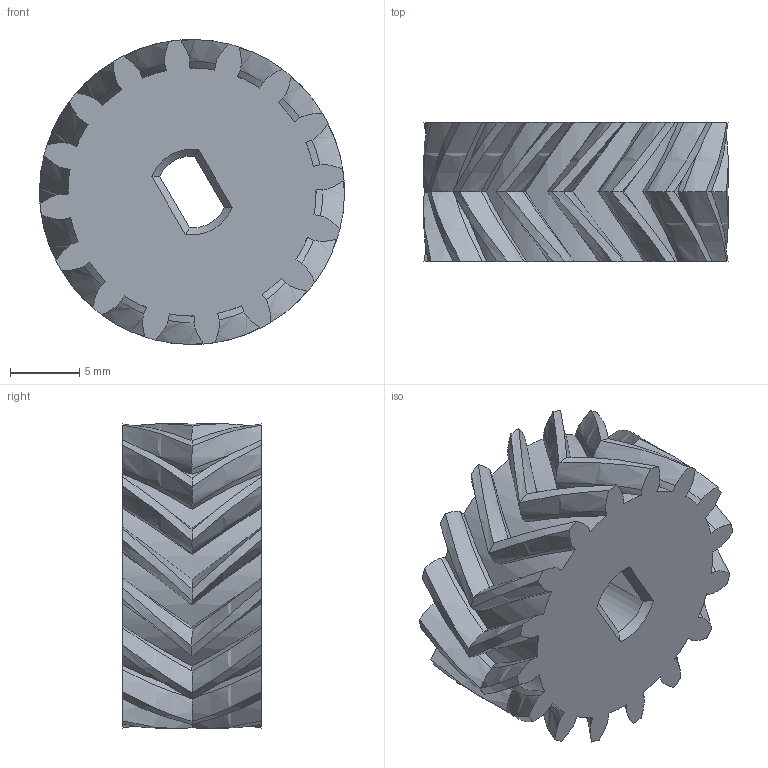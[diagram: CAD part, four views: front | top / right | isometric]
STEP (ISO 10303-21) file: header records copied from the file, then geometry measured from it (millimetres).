
FILE_DESCRIPTION(/* description */ (''),/* implementation_level */ '2;1');
FILE_NAME(/* name */ 'gear-herringbone.step',/* time_stamp */ '2021-12-27T14:54:30+02:00',/* author */ (''),/* organization */ (''),/* preprocessor_version */ 'ST-DEVELOPER v18.1',/* originating_system */ 'Autodesk Translation Framework v10.10.0.1391',/* authorisation */ '');
FILE_SCHEMA (('AUTOMOTIVE_DESIGN { 1 0 10303 214 3 1 1 }'));
Length unit declared in the file: millimetre
Products named in the file (1): telescope
Bounding box: 21.99 x 10 x 21.99 mm (x, y, z)
Volume: 2869.3 mm3; surface area: 2008.1 mm2
Topology: 1 solids, 1 shells, 190 faces, 492 edges, 304 vertices
Faces by surface type: bspline 160, cylinder 18, plane 8, cone 4
Entity records: 12390 total; most frequent: CARTESIAN_POINT 9091, ORIENTED_EDGE 984, EDGE_CURVE 492, B_SPLINE_CURVE_WITH_KNOTS 440, VERTEX_POINT 304, EDGE_LOOP 192, FACE_OUTER_BOUND 190, ADVANCED_FACE 190
